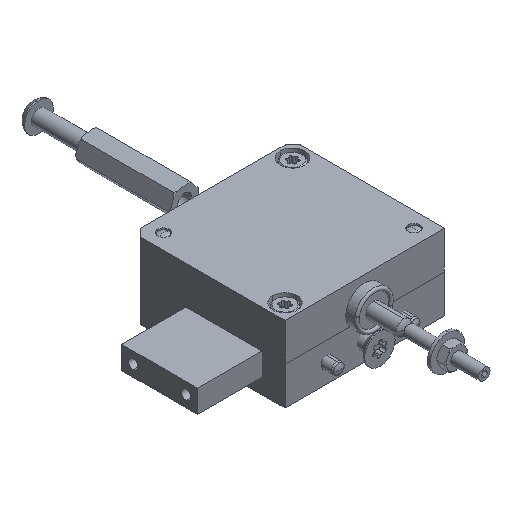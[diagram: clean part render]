
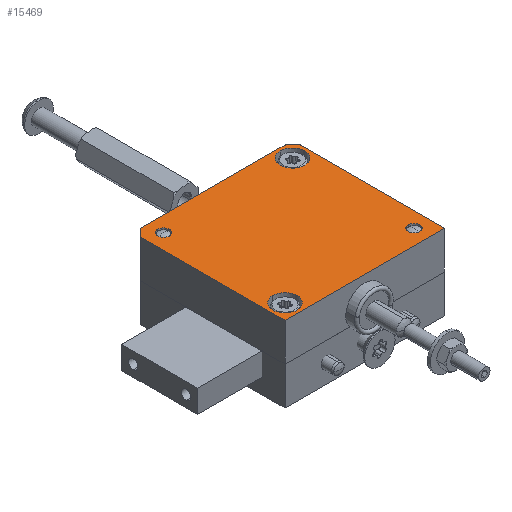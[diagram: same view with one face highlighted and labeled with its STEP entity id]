
A CAD part, isometric view. The second image highlights one B-rep face of the part: STEP entity #15469.
In plain terms, the highlighted face is planar.
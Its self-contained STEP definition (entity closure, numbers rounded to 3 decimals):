
#49 = VERTEX_POINT ( 'NONE', #16784 ) ;
#184 = VECTOR ( 'NONE', #11284, 1000. ) ;
#265 = ORIENTED_EDGE ( 'NONE', *, *, #16365, .T. ) ;
#282 = DIRECTION ( 'NONE',  ( -1., 0., 0. ) ) ;
#411 = CARTESIAN_POINT ( 'NONE',  ( 17.525, 4., -5. ) ) ;
#483 = CARTESIAN_POINT ( 'NONE',  ( -20., 42., -5. ) ) ;
#736 = LINE ( 'NONE', #21288, #184 ) ;
#1109 = ORIENTED_EDGE ( 'NONE', *, *, #15790, .T. ) ;
#1118 = VECTOR ( 'NONE', #19164, 1000. ) ;
#1205 = CARTESIAN_POINT ( 'NONE',  ( -20., 2., -5. ) ) ;
#1374 = AXIS2_PLACEMENT_3D ( 'NONE', #2412, #20786, #5763 ) ;
#1521 = CARTESIAN_POINT ( 'NONE',  ( -14.475, 38., -5. ) ) ;
#1524 = EDGE_CURVE ( 'NONE', #18479, #8810, #5135, .T. ) ;
#1649 = CARTESIAN_POINT ( 'NONE',  ( 14.475, 4., -5. ) ) ;
#1680 = CARTESIAN_POINT ( 'NONE',  ( 20., 42., -5. ) ) ;
#2133 = CARTESIAN_POINT ( 'NONE',  ( 20., 42., -5. ) ) ;
#2275 = ORIENTED_EDGE ( 'NONE', *, *, #18896, .T. ) ;
#2412 = CARTESIAN_POINT ( 'NONE',  ( 16., 4., -5. ) ) ;
#2477 = ORIENTED_EDGE ( 'NONE', *, *, #20241, .T. ) ;
#2577 = VERTEX_POINT ( 'NONE', #4978 ) ;
#2602 = FACE_BOUND ( 'NONE', #17881, .T. ) ;
#2745 = EDGE_CURVE ( 'NONE', #18479, #7475, #2763, .T. ) ;
#2763 = LINE ( 'NONE', #2133, #10607 ) ;
#2793 = CIRCLE ( 'NONE', #12848, 1.525 ) ;
#2879 = CARTESIAN_POINT ( 'NONE',  ( -16., 4., -5. ) ) ;
#3062 = CARTESIAN_POINT ( 'NONE',  ( -20., 42., -5. ) ) ;
#3642 = CARTESIAN_POINT ( 'NONE',  ( 16., 38., -5. ) ) ;
#4517 = ORIENTED_EDGE ( 'NONE', *, *, #4848, .F. ) ;
#4848 = EDGE_CURVE ( 'NONE', #6354, #17532, #20520, .T. ) ;
#4978 = CARTESIAN_POINT ( 'NONE',  ( -20., 40., -5. ) ) ;
#5111 = ORIENTED_EDGE ( 'NONE', *, *, #1524, .F. ) ;
#5135 = LINE ( 'NONE', #483, #6713 ) ;
#5158 = DIRECTION ( 'NONE',  ( 0., 0., 1. ) ) ;
#5717 = CARTESIAN_POINT ( 'NONE',  ( 16., 38., -5. ) ) ;
#5763 = DIRECTION ( 'NONE',  ( 1., 0., 0. ) ) ;
#6240 = DIRECTION ( 'NONE',  ( -1., 0., 0. ) ) ;
#6354 = VERTEX_POINT ( 'NONE', #7410 ) ;
#6364 = PLANE ( 'NONE',  #9596 ) ;
#6518 = AXIS2_PLACEMENT_3D ( 'NONE', #9887, #16458, #16394 ) ;
#6562 = DIRECTION ( 'NONE',  ( 0., -1., 0. ) ) ;
#6693 = CARTESIAN_POINT ( 'NONE',  ( -12.75, 4., -5. ) ) ;
#6713 = VECTOR ( 'NONE', #17148, 1000. ) ;
#6815 = LINE ( 'NONE', #17386, #1118 ) ;
#6845 = DIRECTION ( 'NONE',  ( 1., 0., 0. ) ) ;
#7096 = VERTEX_POINT ( 'NONE', #20822 ) ;
#7135 = VERTEX_POINT ( 'NONE', #7420 ) ;
#7280 = FACE_OUTER_BOUND ( 'NONE', #17426, .T. ) ;
#7410 = CARTESIAN_POINT ( 'NONE',  ( -19.25, 4., -5. ) ) ;
#7420 = CARTESIAN_POINT ( 'NONE',  ( -20., 2., -5. ) ) ;
#7475 = VERTEX_POINT ( 'NONE', #18033 ) ;
#7576 = FACE_BOUND ( 'NONE', #14179, .T. ) ;
#8119 = CARTESIAN_POINT ( 'NONE',  ( -20., 42., -5. ) ) ;
#8547 = ORIENTED_EDGE ( 'NONE', *, *, #18564, .T. ) ;
#8810 = VERTEX_POINT ( 'NONE', #18543 ) ;
#9026 = AXIS2_PLACEMENT_3D ( 'NONE', #3642, #12018, #282 ) ;
#9593 = VERTEX_POINT ( 'NONE', #18038 ) ;
#9596 = AXIS2_PLACEMENT_3D ( 'NONE', #8119, #16245, #17858 ) ;
#9614 = EDGE_CURVE ( 'NONE', #49, #7096, #11771, .T. ) ;
#9841 = AXIS2_PLACEMENT_3D ( 'NONE', #5717, #19595, #19660 ) ;
#9887 = CARTESIAN_POINT ( 'NONE',  ( -16., 4., -5. ) ) ;
#9974 = DIRECTION ( 'NONE',  ( -0.707, 0.707, 0. ) ) ;
#10001 = CARTESIAN_POINT ( 'NONE',  ( -18., 0., -5. ) ) ;
#10026 = DIRECTION ( 'NONE',  ( 0., 0., 1. ) ) ;
#10383 = ORIENTED_EDGE ( 'NONE', *, *, #10930, .F. ) ;
#10456 = FACE_BOUND ( 'NONE', #16357, .T. ) ;
#10459 = ORIENTED_EDGE ( 'NONE', *, *, #14837, .T. ) ;
#10607 = VECTOR ( 'NONE', #10725, 1000. ) ;
#10725 = DIRECTION ( 'NONE',  ( 0., -1., 0. ) ) ;
#10930 = EDGE_CURVE ( 'NONE', #2577, #7135, #15380, .T. ) ;
#11172 = ORIENTED_EDGE ( 'NONE', *, *, #21316, .F. ) ;
#11200 = CARTESIAN_POINT ( 'NONE',  ( -16., 38., -5. ) ) ;
#11284 = DIRECTION ( 'NONE',  ( -1., 0., 0. ) ) ;
#11314 = AXIS2_PLACEMENT_3D ( 'NONE', #11200, #14704, #21275 ) ;
#11445 = CIRCLE ( 'NONE', #1374, 1.525 ) ;
#11771 = CIRCLE ( 'NONE', #9841, 3.25 ) ;
#11856 = CARTESIAN_POINT ( 'NONE',  ( -16., 38., -5. ) ) ;
#12018 = DIRECTION ( 'NONE',  ( 0., 0., -1. ) ) ;
#12040 = EDGE_CURVE ( 'NONE', #12641, #9593, #18933, .T. ) ;
#12391 = ORIENTED_EDGE ( 'NONE', *, *, #16075, .F. ) ;
#12641 = VERTEX_POINT ( 'NONE', #1521 ) ;
#12848 = AXIS2_PLACEMENT_3D ( 'NONE', #11856, #10026, #14963 ) ;
#13534 = VERTEX_POINT ( 'NONE', #411 ) ;
#13728 = LINE ( 'NONE', #1205, #16220 ) ;
#14179 = EDGE_LOOP ( 'NONE', ( #4517, #11172 ) ) ;
#14392 = VERTEX_POINT ( 'NONE', #1649 ) ;
#14539 = DIRECTION ( 'NONE',  ( 0., 0., -1. ) ) ;
#14704 = DIRECTION ( 'NONE',  ( 0., 0., 1. ) ) ;
#14837 = EDGE_CURVE ( 'NONE', #17000, #7135, #13728, .T. ) ;
#14963 = DIRECTION ( 'NONE',  ( 1., 0., 0. ) ) ;
#15241 = CARTESIAN_POINT ( 'NONE',  ( 16., 4., -5. ) ) ;
#15380 = LINE ( 'NONE', #3062, #18464 ) ;
#15469 = ADVANCED_FACE ( 'NONE', ( #21718, #10456, #7280, #7576, #2602 ), #6364, .F. ) ;
#15790 = EDGE_CURVE ( 'NONE', #7475, #17000, #736, .T. ) ;
#16075 = EDGE_CURVE ( 'NONE', #7096, #49, #19605, .T. ) ;
#16220 = VECTOR ( 'NONE', #9974, 1000. ) ;
#16245 = DIRECTION ( 'NONE',  ( 0., 0., 1. ) ) ;
#16357 = EDGE_LOOP ( 'NONE', ( #2275, #8547 ) ) ;
#16365 = EDGE_CURVE ( 'NONE', #9593, #12641, #2793, .T. ) ;
#16394 = DIRECTION ( 'NONE',  ( -1., 0., 0. ) ) ;
#16458 = DIRECTION ( 'NONE',  ( 0., 0., -1. ) ) ;
#16784 = CARTESIAN_POINT ( 'NONE',  ( 12.75, 38., -5. ) ) ;
#16812 = AXIS2_PLACEMENT_3D ( 'NONE', #2879, #14539, #6240 ) ;
#17000 = VERTEX_POINT ( 'NONE', #10001 ) ;
#17148 = DIRECTION ( 'NONE',  ( -1., 0., 0. ) ) ;
#17180 = EDGE_LOOP ( 'NONE', ( #21523, #265 ) ) ;
#17386 = CARTESIAN_POINT ( 'NONE',  ( -18., 42., -5. ) ) ;
#17426 = EDGE_LOOP ( 'NONE', ( #1109, #10459, #10383, #2477, #5111, #18511 ) ) ;
#17532 = VERTEX_POINT ( 'NONE', #6693 ) ;
#17858 = DIRECTION ( 'NONE',  ( 1., 0., 0. ) ) ;
#17881 = EDGE_LOOP ( 'NONE', ( #17893, #12391 ) ) ;
#17893 = ORIENTED_EDGE ( 'NONE', *, *, #9614, .F. ) ;
#18033 = CARTESIAN_POINT ( 'NONE',  ( 20., 0., -5. ) ) ;
#18038 = CARTESIAN_POINT ( 'NONE',  ( -17.525, 38., -5. ) ) ;
#18464 = VECTOR ( 'NONE', #6562, 1000. ) ;
#18479 = VERTEX_POINT ( 'NONE', #1680 ) ;
#18511 = ORIENTED_EDGE ( 'NONE', *, *, #2745, .T. ) ;
#18543 = CARTESIAN_POINT ( 'NONE',  ( -18., 42., -5. ) ) ;
#18564 = EDGE_CURVE ( 'NONE', #14392, #13534, #19546, .T. ) ;
#18896 = EDGE_CURVE ( 'NONE', #13534, #14392, #11445, .T. ) ;
#18933 = CIRCLE ( 'NONE', #11314, 1.525 ) ;
#19164 = DIRECTION ( 'NONE',  ( 0.707, 0.707, 0. ) ) ;
#19546 = CIRCLE ( 'NONE', #19892, 1.525 ) ;
#19595 = DIRECTION ( 'NONE',  ( 0., 0., -1. ) ) ;
#19605 = CIRCLE ( 'NONE', #9026, 3.25 ) ;
#19660 = DIRECTION ( 'NONE',  ( -1., 0., 0. ) ) ;
#19892 = AXIS2_PLACEMENT_3D ( 'NONE', #15241, #5158, #6845 ) ;
#20241 = EDGE_CURVE ( 'NONE', #2577, #8810, #6815, .T. ) ;
#20520 = CIRCLE ( 'NONE', #16812, 3.25 ) ;
#20786 = DIRECTION ( 'NONE',  ( 0., 0., 1. ) ) ;
#20822 = CARTESIAN_POINT ( 'NONE',  ( 19.25, 38., -5. ) ) ;
#20984 = CIRCLE ( 'NONE', #6518, 3.25 ) ;
#21275 = DIRECTION ( 'NONE',  ( 1., 0., 0. ) ) ;
#21288 = CARTESIAN_POINT ( 'NONE',  ( -20., 0., -5. ) ) ;
#21316 = EDGE_CURVE ( 'NONE', #17532, #6354, #20984, .T. ) ;
#21523 = ORIENTED_EDGE ( 'NONE', *, *, #12040, .T. ) ;
#21718 = FACE_BOUND ( 'NONE', #17180, .T. ) ;
